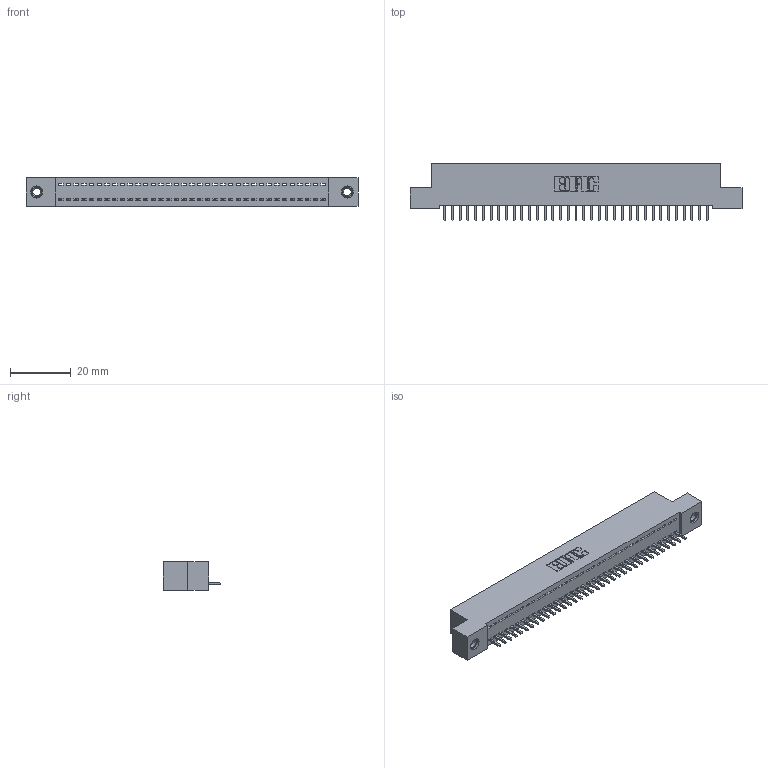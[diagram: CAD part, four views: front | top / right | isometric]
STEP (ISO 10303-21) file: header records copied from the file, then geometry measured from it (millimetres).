
FILE_DESCRIPTION (( 'STEP AP203' ), '1' );
FILE_NAME ('342-035-521-107.STEP', '2018-08-11T19:19:10', ( '' ), ( '' ), 'SwSTEP 2.0', 'SolidWorks 2016', '' );
FILE_SCHEMA (( 'CONFIG_CONTROL_DESIGN' ));
Length unit declared in the file: inch
Products named in the file (4): 342 Part_TI; 345-292-001_345-293-121; 345-250-001_345-250-005-103; 342-035-521-107
Assembly tree (38 placements, depth 2):
  342-035-521-107
    342 Part_TI
    345-292-001_345-293-121  x35
    345-250-001_345-250-005-103  x2
Bounding box: 109.22 x 19.06 x 9.4 mm (x, y, z)
Volume: 9438.4 mm3; surface area: 13379.1 mm2
Topology: 38 solids, 38 shells, 2200 faces, 6595 edges, 4342 vertices
Faces by surface type: plane 1568, cylinder 616, cone 12, torus 4
Entity records: 23374 total; most frequent: CARTESIAN_POINT 4014, ORIENTED_EDGE 3978, DIRECTION 3433, EDGE_CURVE 1989, LINE 1841, VECTOR 1841, VERTEX_POINT 1320, AXIS2_PLACEMENT_3D 796
